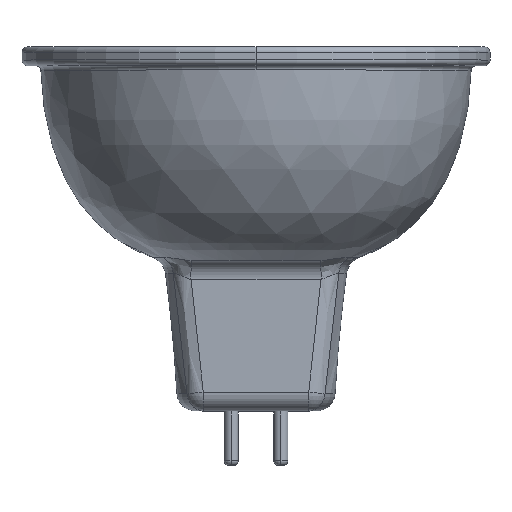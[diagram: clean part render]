
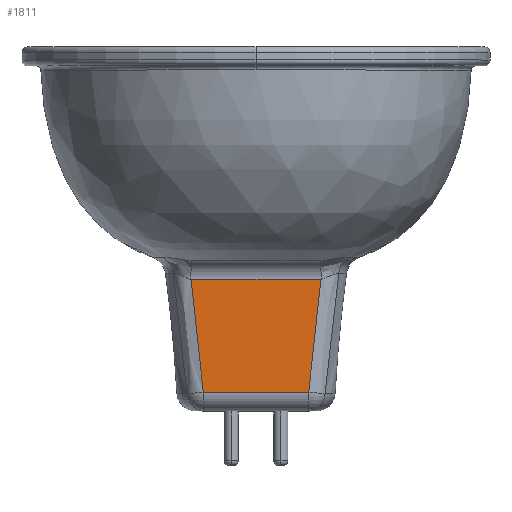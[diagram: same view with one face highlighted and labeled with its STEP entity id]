
A CAD part, top view. The second image highlights one B-rep face of the part: STEP entity #1811.
In plain terms, the highlighted planar face has unit normal (0, 0, 1).
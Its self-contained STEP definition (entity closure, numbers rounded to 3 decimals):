
#86 = FACE_OUTER_BOUND ( 'NONE', #2557, .T. ) ;
#119 = EDGE_CURVE ( 'NONE', #1669, #323, #2225, .T. ) ;
#212 = LINE ( 'NONE', #1558, #1741 ) ;
#221 = CARTESIAN_POINT ( 'NONE',  ( -6.928, 15.664, 5.15 ) ) ;
#231 = VERTEX_POINT ( 'NONE', #469 ) ;
#289 = ORIENTED_EDGE ( 'NONE', *, *, #706, .T. ) ;
#323 = VERTEX_POINT ( 'NONE', #581 ) ;
#354 = CARTESIAN_POINT ( 'NONE',  ( -6.485, 11.648, 5.15 ) ) ;
#469 = CARTESIAN_POINT ( 'NONE',  ( -6.911, 15.641, 5.15 ) ) ;
#480 = CARTESIAN_POINT ( 'NONE',  ( 6.054, 7.655, 5.15 ) ) ;
#503 = CARTESIAN_POINT ( 'NONE',  ( -9.111, 15.664, 5.15 ) ) ;
#531 = CARTESIAN_POINT ( 'NONE',  ( -6.911, 15.641, 5.15 ) ) ;
#536 = ORIENTED_EDGE ( 'NONE', *, *, #1349, .T. ) ;
#566 = CARTESIAN_POINT ( 'NONE',  ( 5.611, 3.664, 5.15 ) ) ;
#581 = CARTESIAN_POINT ( 'NONE',  ( 6.928, 15.664, 5.15 ) ) ;
#604 = CARTESIAN_POINT ( 'NONE',  ( 6.915, 15.646, 5.15 ) ) ;
#615 = CARTESIAN_POINT ( 'NONE',  ( 6.917, 15.649, 5.15 ) ) ;
#624 = CARTESIAN_POINT ( 'NONE',  ( -6.92, 15.654, 5.15 ) ) ;
#642 = CARTESIAN_POINT ( 'NONE',  ( -6.928, 15.664, 5.15 ) ) ;
#687 = CARTESIAN_POINT ( 'NONE',  ( 6.911, 15.641, 5.15 ) ) ;
#706 = EDGE_CURVE ( 'NONE', #2553, #1669, #2482, .T. ) ;
#711 = VECTOR ( 'NONE', #915, 1000. ) ;
#758 = CARTESIAN_POINT ( 'NONE',  ( -5.611, 3.664, 5.15 ) ) ;
#776 = CARTESIAN_POINT ( 'NONE',  ( 5.611, 3.664, 5.15 ) ) ;
#810 = CARTESIAN_POINT ( 'NONE',  ( -6.924, 15.659, 5.15 ) ) ;
#820 = CARTESIAN_POINT ( 'NONE',  ( 6.924, 15.659, 5.15 ) ) ;
#825 = ORIENTED_EDGE ( 'NONE', *, *, #2250, .T. ) ;
#827 = CARTESIAN_POINT ( 'NONE',  ( -6.915, 15.646, 5.15 ) ) ;
#884 = DIRECTION ( 'NONE',  ( -1., 0., 0. ) ) ;
#915 = DIRECTION ( 'NONE',  ( -1., 0., 0. ) ) ;
#1030 = CARTESIAN_POINT ( 'NONE',  ( -6.911, 15.641, 5.15 ) ) ;
#1066 = CARTESIAN_POINT ( 'NONE',  ( -9.111, 17.664, 5.15 ) ) ;
#1128 = VERTEX_POINT ( 'NONE', #1661 ) ;
#1349 = EDGE_CURVE ( 'NONE', #231, #1128, #1414, .T. ) ;
#1368 = DIRECTION ( 'NONE',  ( 1., 0., 0. ) ) ;
#1406 = CARTESIAN_POINT ( 'NONE',  ( 6.913, 15.644, 5.15 ) ) ;
#1414 = B_SPLINE_CURVE_WITH_KNOTS ( 'NONE', 3,
 ( #531, #354, #1943, #758 ),
 .UNSPECIFIED., .F., .F.,
 ( 4, 4 ),
 ( 0.002, 0.014 ),
 .UNSPECIFIED. ) ;
#1516 = VERTEX_POINT ( 'NONE', #642 ) ;
#1558 = CARTESIAN_POINT ( 'NONE',  ( -9.111, 3.664, 5.15 ) ) ;
#1578 = EDGE_CURVE ( 'NONE', #1516, #231, #2025, .T. ) ;
#1661 = CARTESIAN_POINT ( 'NONE',  ( -5.611, 3.664, 5.15 ) ) ;
#1669 = VERTEX_POINT ( 'NONE', #2474 ) ;
#1741 = VECTOR ( 'NONE', #1368, 1000. ) ;
#1756 = ORIENTED_EDGE ( 'NONE', *, *, #119, .T. ) ;
#1809 = CARTESIAN_POINT ( 'NONE',  ( 6.911, 15.641, 5.15 ) ) ;
#1811 = ADVANCED_FACE ( 'NONE', ( #86 ), #1866, .F. ) ;
#1847 = ORIENTED_EDGE ( 'NONE', *, *, #2055, .T. ) ;
#1866 = PLANE ( 'NONE',  #2479 ) ;
#1869 = CARTESIAN_POINT ( 'NONE',  ( 6.485, 11.648, 5.15 ) ) ;
#1943 = CARTESIAN_POINT ( 'NONE',  ( -6.054, 7.655, 5.15 ) ) ;
#1967 = ORIENTED_EDGE ( 'NONE', *, *, #1578, .T. ) ;
#1998 = CARTESIAN_POINT ( 'NONE',  ( 6.92, 15.654, 5.15 ) ) ;
#2006 = CARTESIAN_POINT ( 'NONE',  ( -6.917, 15.649, 5.15 ) ) ;
#2025 = B_SPLINE_CURVE_WITH_KNOTS ( 'NONE', 3,
 ( #221, #810, #624, #2006, #827, #2211, #1030 ),
 .UNSPECIFIED., .F., .F.,
 ( 4, 3, 4 ),
 ( 0., 0., 0. ),
 .UNSPECIFIED. ) ;
#2055 = EDGE_CURVE ( 'NONE', #323, #1516, #2290, .T. ) ;
#2059 = DIRECTION ( 'NONE',  ( 0., 0., -1. ) ) ;
#2205 = CARTESIAN_POINT ( 'NONE',  ( 6.928, 15.664, 5.15 ) ) ;
#2211 = CARTESIAN_POINT ( 'NONE',  ( -6.913, 15.644, 5.15 ) ) ;
#2225 = B_SPLINE_CURVE_WITH_KNOTS ( 'NONE', 3,
 ( #1809, #1406, #604, #615, #1998, #820, #2205 ),
 .UNSPECIFIED., .F., .F.,
 ( 4, 3, 4 ),
 ( 0., 0., 0. ),
 .UNSPECIFIED. ) ;
#2250 = EDGE_CURVE ( 'NONE', #1128, #2553, #212, .T. ) ;
#2290 = LINE ( 'NONE', #503, #711 ) ;
#2474 = CARTESIAN_POINT ( 'NONE',  ( 6.911, 15.641, 5.15 ) ) ;
#2479 = AXIS2_PLACEMENT_3D ( 'NONE', #1066, #2059, #884 ) ;
#2482 = B_SPLINE_CURVE_WITH_KNOTS ( 'NONE', 3,
 ( #566, #480, #1869, #687 ),
 .UNSPECIFIED., .F., .F.,
 ( 4, 4 ),
 ( 0., 0.012 ),
 .UNSPECIFIED. ) ;
#2553 = VERTEX_POINT ( 'NONE', #776 ) ;
#2557 = EDGE_LOOP ( 'NONE', ( #289, #1756, #1847, #1967, #536, #825 ) ) ;
